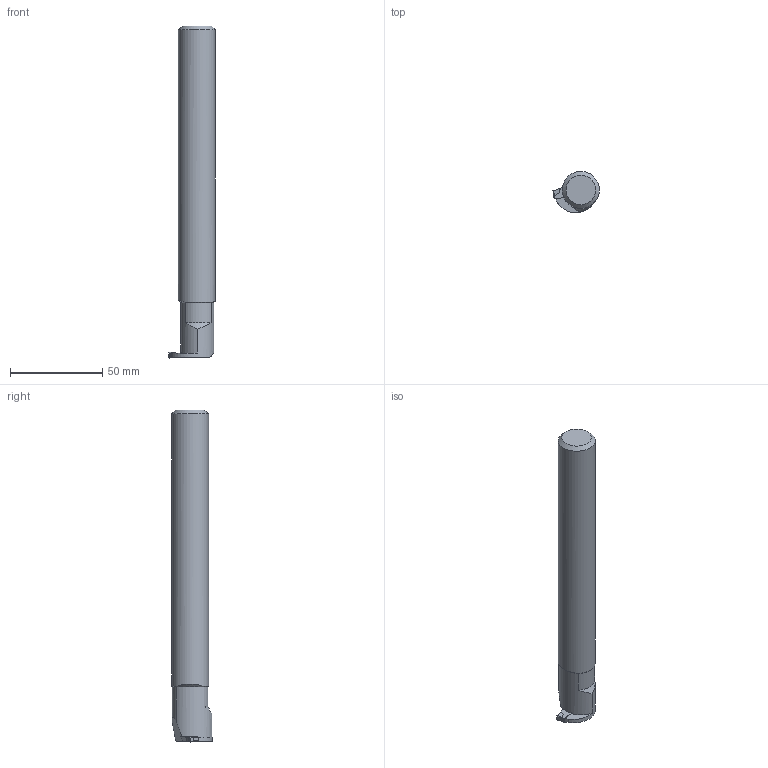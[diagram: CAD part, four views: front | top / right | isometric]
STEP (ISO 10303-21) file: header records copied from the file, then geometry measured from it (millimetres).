
FILE_DESCRIPTION(/* description */ (''),/* implementation_level */ '2;1');
FILE_NAME(/* name */ '1553766534092.stp',/* time_stamp */ '2019-03-28T15:19:23+06:00',/* author */ (''),/* organization */ ('SMS'),/* preprocessor_version */ 'ST-DEVELOPER v15',/* originating_system */ 'SIEMENS PLM Software NX 8.5',/* authorisation */ '');
FILE_SCHEMA (('AUTOMOTIVE_DESIGN { 1 0 10303 214 3 1 1 1 }'));
Length unit declared in the file: millimetre
Products named in the file (4): 201539465mod000_00; ASSEMBLY_CONSTRUCTION; 201718481mod000_00; 201718480mod000_00
Assembly tree (3 placements, depth 2):
  201718480mod000_00
    201718481mod000_00
    ASSEMBLY_CONSTRUCTION
    201539465mod000_00
Bounding box: 25.25 x 22 x 180.02 mm (x, y, z)
Volume: 55467.1 mm3; surface area: 12227.3 mm2
Topology: 2 solids, 2 shells, 61 faces, 170 edges, 122 vertices
Faces by surface type: plane 31, cylinder 12, bspline 12, cone 6
Full cylindrical faces by diameter (mm): 20 x1
Entity records: 2421 total; most frequent: CARTESIAN_POINT 814, ORIENTED_EDGE 326, DIRECTION 260, EDGE_CURVE 163, VERTEX_POINT 108, AXIS2_PLACEMENT_3D 89, LINE 82, VECTOR 82
